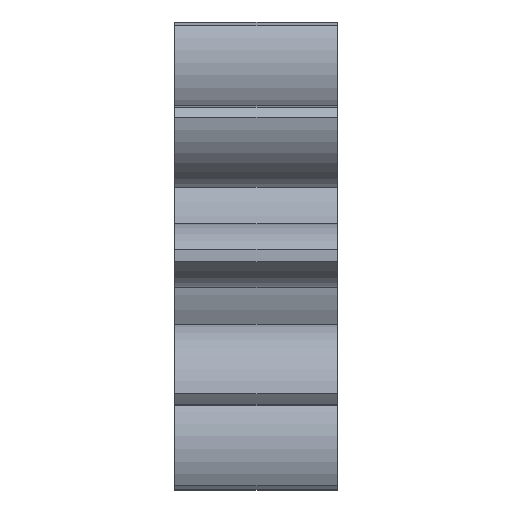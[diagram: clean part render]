
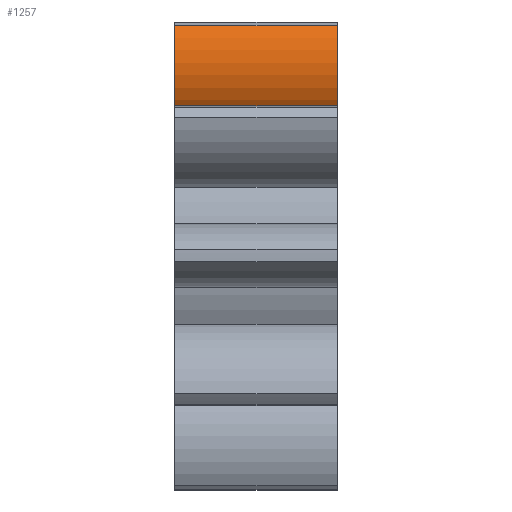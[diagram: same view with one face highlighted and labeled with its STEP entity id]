
A CAD part, top view. The second image highlights one B-rep face of the part: STEP entity #1257.
In plain terms, the highlighted cylindrical face has radius 10 mm (diameter 20 mm), a partial arc.
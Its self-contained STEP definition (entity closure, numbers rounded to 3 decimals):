
#12 = DIRECTION ( 'NONE',  ( 0., 0.588, -0.809 ) ) ;
#15 = ORIENTED_EDGE ( 'NONE', *, *, #898, .F. ) ;
#58 = CIRCLE ( 'NONE', #1273, 10. ) ;
#98 = DIRECTION ( 'NONE',  ( 0., 0., -1. ) ) ;
#115 = EDGE_LOOP ( 'NONE', ( #15, #431, #753, #993 ) ) ;
#253 = AXIS2_PLACEMENT_3D ( 'NONE', #314, #446, #338 ) ;
#256 = EDGE_CURVE ( 'NONE', #1396, #816, #932, .T. ) ;
#314 = CARTESIAN_POINT ( 'NONE',  ( -0.948, 28.647, 9.784 ) ) ;
#332 = CARTESIAN_POINT ( 'NONE',  ( -0.948, 21.778, 17.052 ) ) ;
#338 = DIRECTION ( 'NONE',  ( 0., 0., 1. ) ) ;
#354 = CARTESIAN_POINT ( 'NONE',  ( -0.948, 21.778, 17.052 ) ) ;
#431 = ORIENTED_EDGE ( 'NONE', *, *, #1494, .F. ) ;
#446 = DIRECTION ( 'NONE',  ( -1., 0., 0. ) ) ;
#474 = VERTEX_POINT ( 'NONE', #1307 ) ;
#516 = CARTESIAN_POINT ( 'NONE',  ( -600.948, 33.468, 18.546 ) ) ;
#524 = VECTOR ( 'NONE', #659, 1000. ) ;
#580 = CARTESIAN_POINT ( 'NONE',  ( -0.948, 28.647, 9.784 ) ) ;
#609 = CARTESIAN_POINT ( 'NONE',  ( -20.948, 33.468, 18.546 ) ) ;
#630 = CARTESIAN_POINT ( 'NONE',  ( -0.948, 33.468, 18.546 ) ) ;
#659 = DIRECTION ( 'NONE',  ( -1., 0., 0. ) ) ;
#679 = FACE_OUTER_BOUND ( 'NONE', #115, .T. ) ;
#682 = DIRECTION ( 'NONE',  ( -1., 0., 0. ) ) ;
#753 = ORIENTED_EDGE ( 'NONE', *, *, #256, .T. ) ;
#816 = VERTEX_POINT ( 'NONE', #630 ) ;
#870 = VECTOR ( 'NONE', #1044, 1000. ) ;
#898 = EDGE_CURVE ( 'NONE', #474, #965, #58, .T. ) ;
#924 = DIRECTION ( 'NONE',  ( -1., 0., 0. ) ) ;
#932 = CIRCLE ( 'NONE', #1315, 10. ) ;
#965 = VERTEX_POINT ( 'NONE', #609 ) ;
#993 = ORIENTED_EDGE ( 'NONE', *, *, #1180, .T. ) ;
#1023 = CYLINDRICAL_SURFACE ( 'NONE', #253, 10. ) ;
#1044 = DIRECTION ( 'NONE',  ( -1., 0., 0. ) ) ;
#1063 = LINE ( 'NONE', #354, #870 ) ;
#1180 = EDGE_CURVE ( 'NONE', #816, #965, #1435, .T. ) ;
#1257 = ADVANCED_FACE ( 'NONE', ( #679 ), #1023, .T. ) ;
#1273 = AXIS2_PLACEMENT_3D ( 'NONE', #1358, #682, #98 ) ;
#1307 = CARTESIAN_POINT ( 'NONE',  ( -20.948, 21.778, 17.052 ) ) ;
#1315 = AXIS2_PLACEMENT_3D ( 'NONE', #580, #924, #12 ) ;
#1358 = CARTESIAN_POINT ( 'NONE',  ( -20.948, 28.647, 9.784 ) ) ;
#1396 = VERTEX_POINT ( 'NONE', #332 ) ;
#1435 = LINE ( 'NONE', #516, #524 ) ;
#1494 = EDGE_CURVE ( 'NONE', #1396, #474, #1063, .T. ) ;
